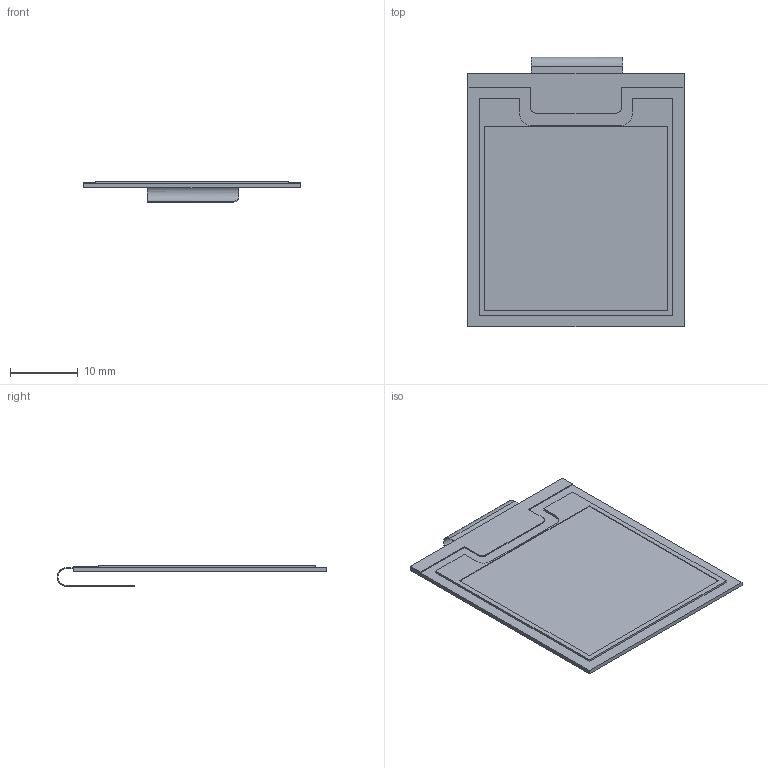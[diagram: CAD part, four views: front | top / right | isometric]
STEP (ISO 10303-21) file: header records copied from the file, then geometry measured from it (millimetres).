
FILE_DESCRIPTION(('FreeCAD Model'),'2;1');
FILE_NAME('Open CASCADE Shape Model','2024-10-31T11:28:58',( 'kicad StepUp'),('ksu MCAD'),'Open CASCADE STEP processor 7.6', 'FreeCAD','Unknown');
FILE_SCHEMA(('AUTOMOTIVE_DESIGN { 1 0 10303 214 1 1 1 1 }'));
Length unit declared in the file: millimetre
Products named in the file (1): Screen_With_Cable
Bounding box: 31.8 x 39.67 x 3 mm (x, y, z)
Volume: 930.1 mm3; surface area: 2905.7 mm2
Topology: 1 solids, 1 shells, 46 faces, 120 edges, 78 vertices
Faces by surface type: plane 38, cylinder 8
Entity records: 1743 total; most frequent: CARTESIAN_POINT 245, ORIENTED_EDGE 240, DIRECTION 232, EDGE_CURVE 120, LINE 102, VECTOR 102, VERTEX_POINT 78, AXIS2_PLACEMENT_3D 65
